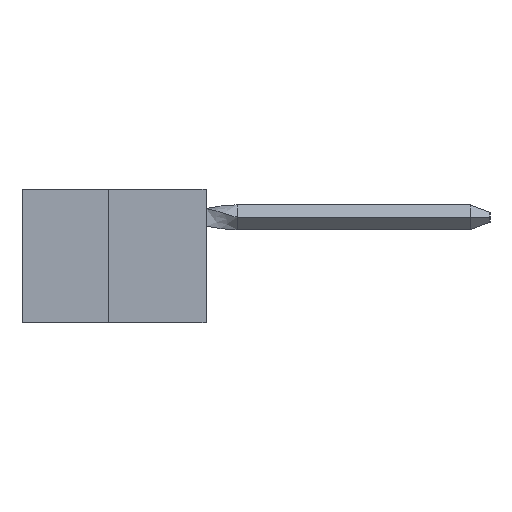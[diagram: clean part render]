
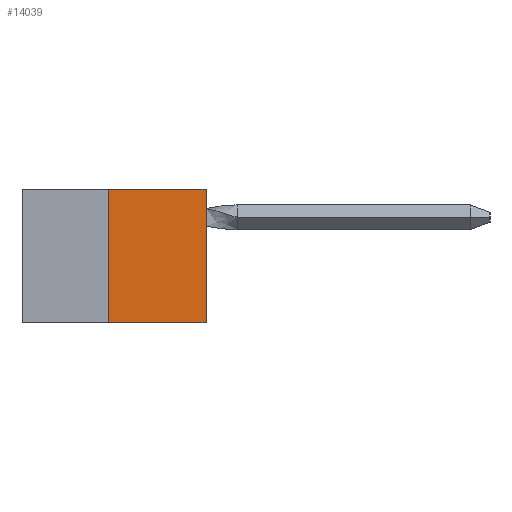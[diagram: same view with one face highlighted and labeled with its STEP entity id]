
A CAD part, left-side view. The second image highlights one B-rep face of the part: STEP entity #14039.
In plain terms, the highlighted planar face has unit normal (-1, 0, 0).
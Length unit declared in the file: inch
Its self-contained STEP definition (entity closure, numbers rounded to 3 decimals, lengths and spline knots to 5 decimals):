
#938 = FACE_OUTER_BOUND ( 'NONE', #29757, .T. ) ;
#1921 = CARTESIAN_POINT ( 'NONE',  ( 0., 0., 0. ) ) ;
#4628 = CARTESIAN_POINT ( 'NONE',  ( 0., 0.473, 0. ) ) ;
#5632 = DIRECTION ( 'NONE',  ( 1., 0., 0. ) ) ;
#6820 = CARTESIAN_POINT ( 'NONE',  ( 0., 0.25, -0.343 ) ) ;
#7394 = VECTOR ( 'NONE', #10455, 39.37008 ) ;
#8368 = AXIS2_PLACEMENT_3D ( 'NONE', #36933, #5632, #25621 ) ;
#8479 = VECTOR ( 'NONE', #12768, 39.37008 ) ;
#10066 = ORIENTED_EDGE ( 'NONE', *, *, #19011, .F. ) ;
#10284 = LINE ( 'NONE', #1921, #32616 ) ;
#10455 = DIRECTION ( 'NONE',  ( 0., 0., 1. ) ) ;
#10899 = DIRECTION ( 'NONE',  ( 0., 0., 1. ) ) ;
#11603 = CARTESIAN_POINT ( 'NONE',  ( 0., 0.473, -0.343 ) ) ;
#12768 = DIRECTION ( 'NONE',  ( 0., -1., 0. ) ) ;
#13782 = ORIENTED_EDGE ( 'NONE', *, *, #21687, .F. ) ;
#14039 = ADVANCED_FACE ( 'NONE', ( #938 ), #31851, .F. ) ;
#14318 = CARTESIAN_POINT ( 'NONE',  ( 0., 0., -0.343 ) ) ;
#15095 = EDGE_CURVE ( 'NONE', #36052, #29921, #10284, .T. ) ;
#16118 = LINE ( 'NONE', #4628, #8479 ) ;
#19011 = EDGE_CURVE ( 'NONE', #21269, #29921, #16118, .T. ) ;
#21012 = ORIENTED_EDGE ( 'NONE', *, *, #15095, .T. ) ;
#21269 = VERTEX_POINT ( 'NONE', #25263 ) ;
#21687 = EDGE_CURVE ( 'NONE', #26056, #21269, #23510, .T. ) ;
#23510 = LINE ( 'NONE', #27617, #7394 ) ;
#23858 = LINE ( 'NONE', #11603, #33220 ) ;
#25263 = CARTESIAN_POINT ( 'NONE',  ( 0., 0.25, 0. ) ) ;
#25621 = DIRECTION ( 'NONE',  ( 0., 0., -1. ) ) ;
#26056 = VERTEX_POINT ( 'NONE', #6820 ) ;
#27617 = CARTESIAN_POINT ( 'NONE',  ( 0., 0.25, 0. ) ) ;
#28028 = EDGE_CURVE ( 'NONE', #26056, #36052, #23858, .T. ) ;
#28612 = DIRECTION ( 'NONE',  ( 0., -1., 0. ) ) ;
#28975 = CARTESIAN_POINT ( 'NONE',  ( 0., 0., 0. ) ) ;
#29757 = EDGE_LOOP ( 'NONE', ( #10066, #13782, #30487, #21012 ) ) ;
#29921 = VERTEX_POINT ( 'NONE', #28975 ) ;
#30487 = ORIENTED_EDGE ( 'NONE', *, *, #28028, .T. ) ;
#31851 = PLANE ( 'NONE',  #8368 ) ;
#32616 = VECTOR ( 'NONE', #10899, 39.37008 ) ;
#33220 = VECTOR ( 'NONE', #28612, 39.37008 ) ;
#36052 = VERTEX_POINT ( 'NONE', #14318 ) ;
#36933 = CARTESIAN_POINT ( 'NONE',  ( 0., 0.473, 0. ) ) ;
